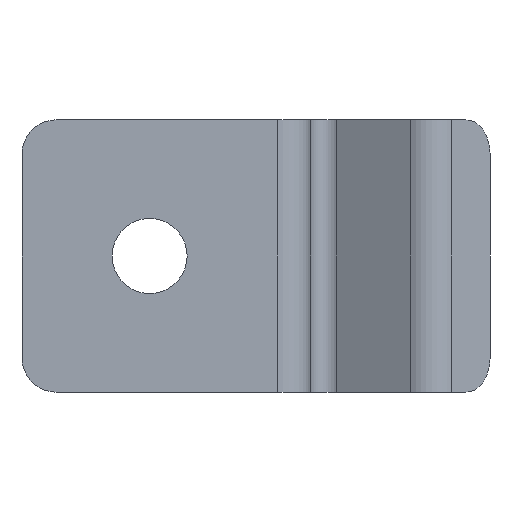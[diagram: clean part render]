
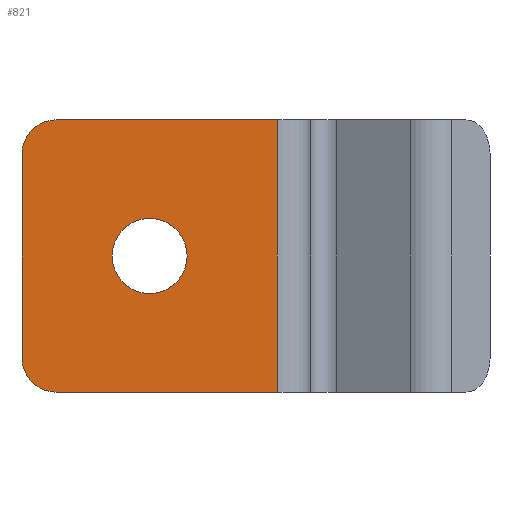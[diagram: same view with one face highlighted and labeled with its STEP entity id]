
A CAD part, front view. The second image highlights one B-rep face of the part: STEP entity #821.
In plain terms, the highlighted planar face has unit normal (0, -1, 0).
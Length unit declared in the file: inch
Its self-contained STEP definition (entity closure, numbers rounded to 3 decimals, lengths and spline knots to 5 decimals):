
#4 = ORIENTED_EDGE ( 'NONE', *, *, #111, .T. ) ;
#6 = CARTESIAN_POINT ( 'NONE',  ( 0.46875, -0.0597, 0.3622 ) ) ;
#10 = CARTESIAN_POINT ( 'NONE',  ( 0.125, -0.0597, 0.875 ) ) ;
#13 = CARTESIAN_POINT ( 'NONE',  ( 0., -0.0597, 0.875 ) ) ;
#19 = CARTESIAN_POINT ( 'NONE',  ( 0.9375, -0.0597, 1. ) ) ;
#67 = ORIENTED_EDGE ( 'NONE', *, *, #716, .T. ) ;
#70 = VECTOR ( 'NONE', #522, 39.37008 ) ;
#72 = PLANE ( 'NONE',  #674 ) ;
#111 = EDGE_CURVE ( 'NONE', #571, #897, #372, .T. ) ;
#117 = EDGE_CURVE ( 'NONE', #275, #742, #602, .T. ) ;
#134 = ORIENTED_EDGE ( 'NONE', *, *, #229, .T. ) ;
#167 = DIRECTION ( 'NONE',  ( 0., 1., 0. ) ) ;
#171 = AXIS2_PLACEMENT_3D ( 'NONE', #526, #167, #703 ) ;
#175 = CARTESIAN_POINT ( 'NONE',  ( 0.46875, -0.0597, 0.6378 ) ) ;
#207 = ORIENTED_EDGE ( 'NONE', *, *, #497, .T. ) ;
#225 = AXIS2_PLACEMENT_3D ( 'NONE', #10, #617, #310 ) ;
#229 = EDGE_CURVE ( 'NONE', #390, #572, #533, .T. ) ;
#252 = CIRCLE ( 'NONE', #425, 0.125 ) ;
#267 = CARTESIAN_POINT ( 'NONE',  ( 0.9375, -0.0597, 1. ) ) ;
#275 = VERTEX_POINT ( 'NONE', #966 ) ;
#281 = DIRECTION ( 'NONE',  ( 0., 0., 1. ) ) ;
#298 = CARTESIAN_POINT ( 'NONE',  ( 0.9375, -0.0597, 0. ) ) ;
#306 = DIRECTION ( 'NONE',  ( 0., 1., 0. ) ) ;
#310 = DIRECTION ( 'NONE',  ( 0., 0., 1. ) ) ;
#332 = DIRECTION ( 'NONE',  ( 0., 0., -1. ) ) ;
#348 = CIRCLE ( 'NONE', #171, 0.1378 ) ;
#354 = CARTESIAN_POINT ( 'NONE',  ( 0., -0.0597, 1. ) ) ;
#361 = ORIENTED_EDGE ( 'NONE', *, *, #489, .T. ) ;
#372 = CIRCLE ( 'NONE', #487, 0.1378 ) ;
#381 = CARTESIAN_POINT ( 'NONE',  ( 0., -0.0597, 0. ) ) ;
#390 = VERTEX_POINT ( 'NONE', #404 ) ;
#404 = CARTESIAN_POINT ( 'NONE',  ( 0.125, -0.0597, 1. ) ) ;
#425 = AXIS2_PLACEMENT_3D ( 'NONE', #729, #607, #608 ) ;
#462 = DIRECTION ( 'NONE',  ( 1., 0., 0. ) ) ;
#487 = AXIS2_PLACEMENT_3D ( 'NONE', #734, #306, #839 ) ;
#489 = EDGE_CURVE ( 'NONE', #897, #571, #348, .T. ) ;
#497 = EDGE_CURVE ( 'NONE', #649, #275, #252, .T. ) ;
#503 = VECTOR ( 'NONE', #332, 39.37008 ) ;
#518 = CARTESIAN_POINT ( 'NONE',  ( 0., -0.0597, 1. ) ) ;
#522 = DIRECTION ( 'NONE',  ( 1., 0., 0. ) ) ;
#526 = CARTESIAN_POINT ( 'NONE',  ( 0.46875, -0.0597, 0.5 ) ) ;
#532 = EDGE_CURVE ( 'NONE', #660, #742, #712, .T. ) ;
#533 = CIRCLE ( 'NONE', #225, 0.125 ) ;
#571 = VERTEX_POINT ( 'NONE', #175 ) ;
#572 = VERTEX_POINT ( 'NONE', #13 ) ;
#581 = EDGE_LOOP ( 'NONE', ( #4, #361 ) ) ;
#602 = LINE ( 'NONE', #381, #70 ) ;
#607 = DIRECTION ( 'NONE',  ( 0., -1., 0. ) ) ;
#608 = DIRECTION ( 'NONE',  ( 0., 0., 1. ) ) ;
#617 = DIRECTION ( 'NONE',  ( 0., -1., 0. ) ) ;
#631 = EDGE_CURVE ( 'NONE', #390, #660, #841, .T. ) ;
#641 = VECTOR ( 'NONE', #867, 39.37008 ) ;
#649 = VERTEX_POINT ( 'NONE', #704 ) ;
#660 = VERTEX_POINT ( 'NONE', #267 ) ;
#674 = AXIS2_PLACEMENT_3D ( 'NONE', #518, #837, #281 ) ;
#696 = CARTESIAN_POINT ( 'NONE',  ( 0., -0.0597, 1. ) ) ;
#703 = DIRECTION ( 'NONE',  ( 0., 0., 1. ) ) ;
#704 = CARTESIAN_POINT ( 'NONE',  ( 0., -0.0597, 0.125 ) ) ;
#712 = LINE ( 'NONE', #19, #503 ) ;
#716 = EDGE_CURVE ( 'NONE', #572, #649, #722, .T. ) ;
#722 = LINE ( 'NONE', #354, #641 ) ;
#729 = CARTESIAN_POINT ( 'NONE',  ( 0.125, -0.0597, 0.125 ) ) ;
#734 = CARTESIAN_POINT ( 'NONE',  ( 0.46875, -0.0597, 0.5 ) ) ;
#742 = VERTEX_POINT ( 'NONE', #298 ) ;
#747 = FACE_BOUND ( 'NONE', #581, .T. ) ;
#767 = VECTOR ( 'NONE', #462, 39.37008 ) ;
#771 = ORIENTED_EDGE ( 'NONE', *, *, #532, .F. ) ;
#807 = ORIENTED_EDGE ( 'NONE', *, *, #117, .T. ) ;
#821 = ADVANCED_FACE ( 'NONE', ( #747, #971 ), #72, .F. ) ;
#837 = DIRECTION ( 'NONE',  ( 0., 1., 0. ) ) ;
#839 = DIRECTION ( 'NONE',  ( 0., 0., 1. ) ) ;
#841 = LINE ( 'NONE', #696, #767 ) ;
#867 = DIRECTION ( 'NONE',  ( 0., 0., -1. ) ) ;
#897 = VERTEX_POINT ( 'NONE', #6 ) ;
#914 = ORIENTED_EDGE ( 'NONE', *, *, #631, .F. ) ;
#961 = EDGE_LOOP ( 'NONE', ( #914, #134, #67, #207, #807, #771 ) ) ;
#966 = CARTESIAN_POINT ( 'NONE',  ( 0.125, -0.0597, 0. ) ) ;
#971 = FACE_OUTER_BOUND ( 'NONE', #961, .T. ) ;
